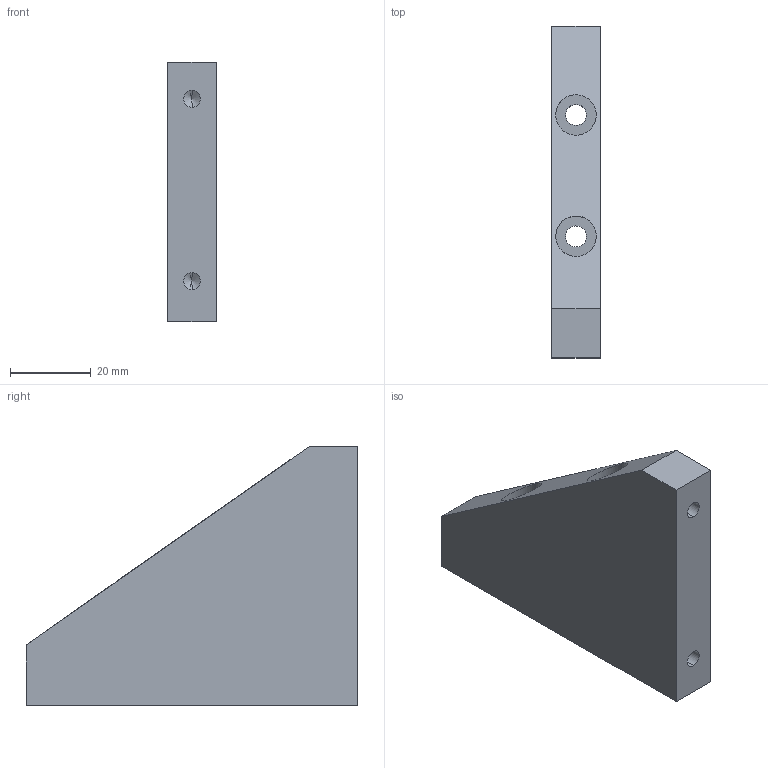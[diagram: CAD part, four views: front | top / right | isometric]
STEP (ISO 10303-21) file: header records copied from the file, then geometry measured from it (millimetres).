
FILE_DESCRIPTION (( 'STEP AP214' ), '1' );
FILE_NAME ('XW-USI-010-Aa-equerre.STEP', '2020-05-25T07:06:28', ( '' ), ( '' ), 'SwSTEP 2.0', 'SolidWorks 2016', '' );
FILE_SCHEMA (( 'AUTOMOTIVE_DESIGN' ));
Length unit declared in the file: millimetre
Products named in the file (1): XW-USI-010-Aa-equerre
Bounding box: 12 x 82 x 64 mm (x, y, z)
Volume: 37754.5 mm3; surface area: 12420.2 mm2
Topology: 1 solids, 1 shells, 25 faces, 59 edges, 36 vertices
Faces by surface type: cylinder 12, plane 9, cone 4
Entity records: 779 total; most frequent: CARTESIAN_POINT 129, DIRECTION 123, ORIENTED_EDGE 110, EDGE_CURVE 55, AXIS2_PLACEMENT_3D 46, VERTEX_POINT 36, EDGE_LOOP 33, LINE 31
